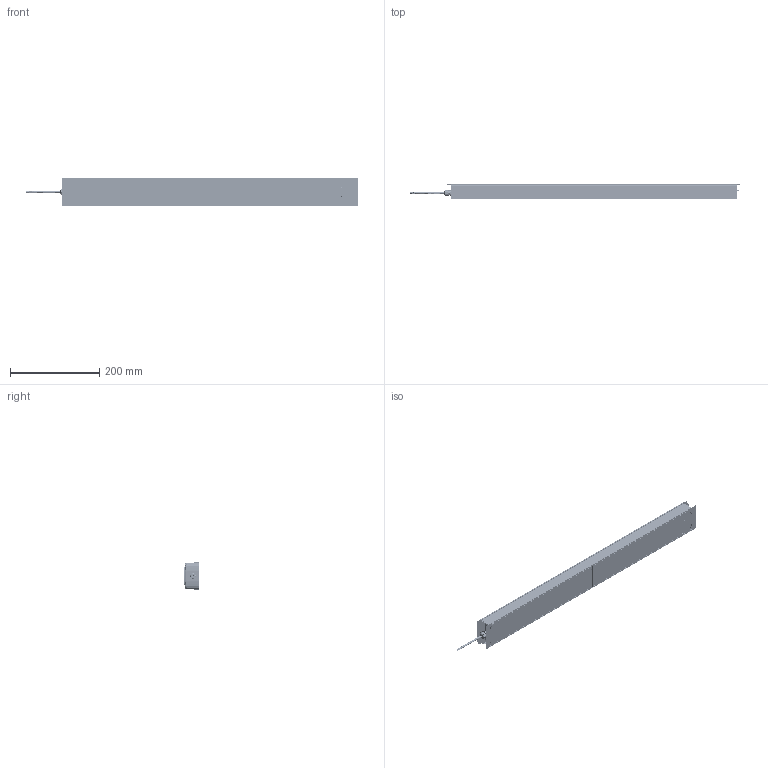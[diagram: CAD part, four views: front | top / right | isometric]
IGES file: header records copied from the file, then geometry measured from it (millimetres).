
Start section:  PTC IGES file: 204013.igs
Global section: file name: 204013.igs; native system: Creo Parametric by PTC Inc.; preprocessor: 2016260; author: pdmadmin; organization: Unknown; date: 20180116.121350; units: millimetre
Bounding box: 744.15 x 33.75 x 63.33 mm (x, y, z)
Volume: 518601.1 mm3; surface area: 7861815.9 mm2
Topology: 175 solids, 203 shells, 17242 faces, 99292 edges, 133981 vertices
Faces by surface type: bspline 10394, revolution 6848
